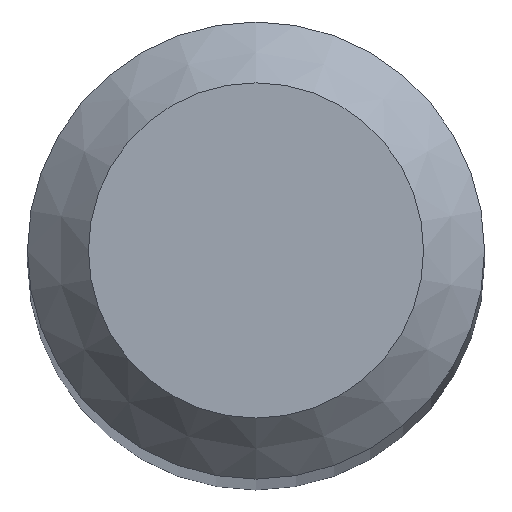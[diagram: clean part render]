
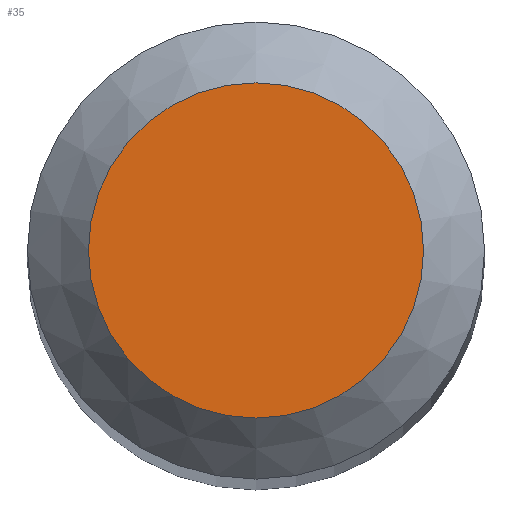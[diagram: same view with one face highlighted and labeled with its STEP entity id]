
A CAD part, top view. The second image highlights one B-rep face of the part: STEP entity #35.
In plain terms, the highlighted planar face has unit normal (0, 0, 1).
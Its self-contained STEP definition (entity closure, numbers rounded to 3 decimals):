
#3 = DIRECTION ( 'NONE',  ( 0., 0., -1. ) ) ;
#26 = ORIENTED_EDGE ( 'NONE', *, *, #86, .F. ) ;
#35 = ADVANCED_FACE ( 'NONE', ( #207 ), #97, .F. ) ;
#61 = DIRECTION ( 'NONE',  ( 0., 0., -1. ) ) ;
#65 = VERTEX_POINT ( 'NONE', #174 ) ;
#81 = CARTESIAN_POINT ( 'NONE',  ( 0., 0., 30. ) ) ;
#86 = EDGE_CURVE ( 'NONE', #65, #65, #104, .T. ) ;
#97 = PLANE ( 'NONE',  #100 ) ;
#100 = AXIS2_PLACEMENT_3D ( 'NONE', #168, #61, #138 ) ;
#104 = CIRCLE ( 'NONE', #139, 0.55 ) ;
#135 = EDGE_LOOP ( 'NONE', ( #26 ) ) ;
#138 = DIRECTION ( 'NONE',  ( 0., 1., 0. ) ) ;
#139 = AXIS2_PLACEMENT_3D ( 'NONE', #81, #3, #158 ) ;
#158 = DIRECTION ( 'NONE',  ( 0., 1., 0. ) ) ;
#168 = CARTESIAN_POINT ( 'NONE',  ( 0., 0., 30. ) ) ;
#174 = CARTESIAN_POINT ( 'NONE',  ( 0., 0.55, 30. ) ) ;
#207 = FACE_OUTER_BOUND ( 'NONE', #135, .T. ) ;
